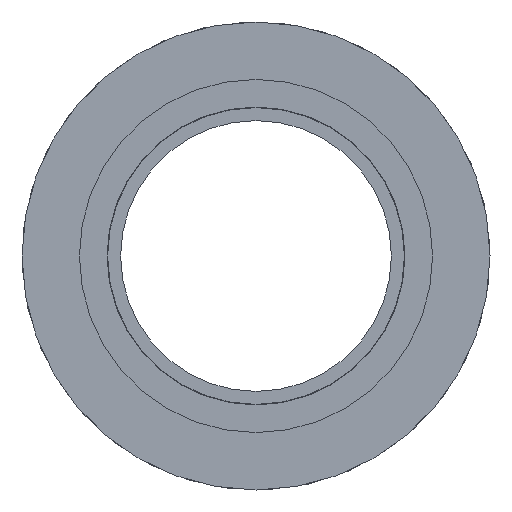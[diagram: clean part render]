
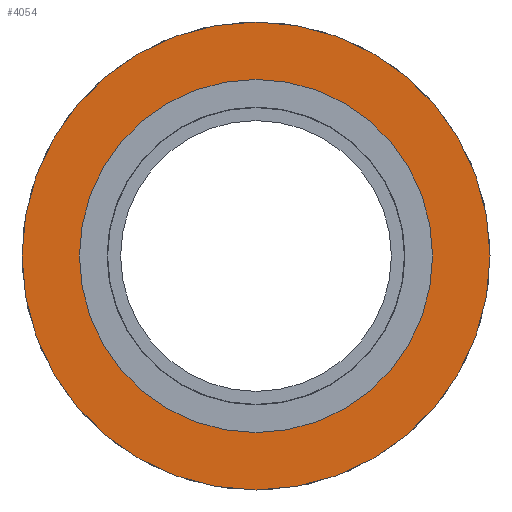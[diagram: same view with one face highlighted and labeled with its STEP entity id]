
A CAD part, front view. The second image highlights one B-rep face of the part: STEP entity #4054.
In plain terms, the highlighted planar face has unit normal (0, -1, 0).
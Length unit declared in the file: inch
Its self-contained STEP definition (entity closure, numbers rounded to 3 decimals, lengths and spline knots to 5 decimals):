
#142 = CIRCLE ( 'NONE', #167, 0.815 ) ;
#144 = AXIS2_PLACEMENT_3D ( 'NONE', #2460, #2461, #2462 ) ;
#156 = AXIS2_PLACEMENT_3D ( 'NONE', #1736, #1737, #1738 ) ;
#167 = AXIS2_PLACEMENT_3D ( 'NONE', #4562, #4563, #4564 ) ;
#210 = CIRCLE ( 'NONE', #156, 1.08 ) ;
#273 = CIRCLE ( 'NONE', #274, 0.815 ) ;
#274 = AXIS2_PLACEMENT_3D ( 'NONE', #4131, #4132, #4133 ) ;
#369 = CIRCLE ( 'NONE', #144, 1.08 ) ;
#704 = EDGE_LOOP ( 'NONE', ( #3925, #3927 ) ) ;
#707 = EDGE_LOOP ( 'NONE', ( #3932, #3926 ) ) ;
#1330 = AXIS2_PLACEMENT_3D ( 'NONE', #2125, #2128, #2129 ) ;
#1736 = CARTESIAN_POINT ( 'NONE',  ( 0., -0.87471, 0. ) ) ;
#1737 = DIRECTION ( 'NONE',  ( 0., 1., 0. ) ) ;
#1738 = DIRECTION ( 'NONE',  ( 0., 0., 1. ) ) ;
#2119 = FACE_BOUND ( 'NONE', #707, .T. ) ;
#2123 = FACE_OUTER_BOUND ( 'NONE', #704, .T. ) ;
#2125 = CARTESIAN_POINT ( 'NONE',  ( -1.08, -0.87471, 0. ) ) ;
#2126 = PLANE ( 'NONE',  #1330 ) ;
#2128 = DIRECTION ( 'NONE',  ( 0., -1., 0. ) ) ;
#2129 = DIRECTION ( 'NONE',  ( 0., 0., -1. ) ) ;
#2460 = CARTESIAN_POINT ( 'NONE',  ( 0., -0.87471, 0. ) ) ;
#2461 = DIRECTION ( 'NONE',  ( 0., 1., 0. ) ) ;
#2462 = DIRECTION ( 'NONE',  ( 0., 0., 1. ) ) ;
#2597 = CARTESIAN_POINT ( 'NONE',  ( 0., -0.87471, -1.08 ) ) ;
#2618 = CARTESIAN_POINT ( 'NONE',  ( 0., -0.87471, 1.08 ) ) ;
#2619 = CARTESIAN_POINT ( 'NONE',  ( 0., -0.87471, 0.815 ) ) ;
#2680 = CARTESIAN_POINT ( 'NONE',  ( 0., -0.87471, -0.815 ) ) ;
#3153 = EDGE_CURVE ( 'NONE', #3801, #3691, #210, .T. ) ;
#3220 = EDGE_CURVE ( 'NONE', #3886, #3803, #273, .T. ) ;
#3262 = EDGE_CURVE ( 'NONE', #3803, #3886, #142, .T. ) ;
#3280 = EDGE_CURVE ( 'NONE', #3691, #3801, #369, .T. ) ;
#3691 = VERTEX_POINT ( 'NONE', #2597 ) ;
#3801 = VERTEX_POINT ( 'NONE', #2618 ) ;
#3803 = VERTEX_POINT ( 'NONE', #2619 ) ;
#3886 = VERTEX_POINT ( 'NONE', #2680 ) ;
#3925 = ORIENTED_EDGE ( 'NONE', *, *, #3153, .F. ) ;
#3926 = ORIENTED_EDGE ( 'NONE', *, *, #3220, .T. ) ;
#3927 = ORIENTED_EDGE ( 'NONE', *, *, #3280, .F. ) ;
#3932 = ORIENTED_EDGE ( 'NONE', *, *, #3262, .T. ) ;
#4054 = ADVANCED_FACE ( 'NONE', ( #2119, #2123 ), #2126, .T. ) ;
#4131 = CARTESIAN_POINT ( 'NONE',  ( 0., -0.87471, 0. ) ) ;
#4132 = DIRECTION ( 'NONE',  ( 0., 1., 0. ) ) ;
#4133 = DIRECTION ( 'NONE',  ( 0., 0., 1. ) ) ;
#4562 = CARTESIAN_POINT ( 'NONE',  ( 0., -0.87471, 0. ) ) ;
#4563 = DIRECTION ( 'NONE',  ( 0., 1., 0. ) ) ;
#4564 = DIRECTION ( 'NONE',  ( 0., 0., 1. ) ) ;
